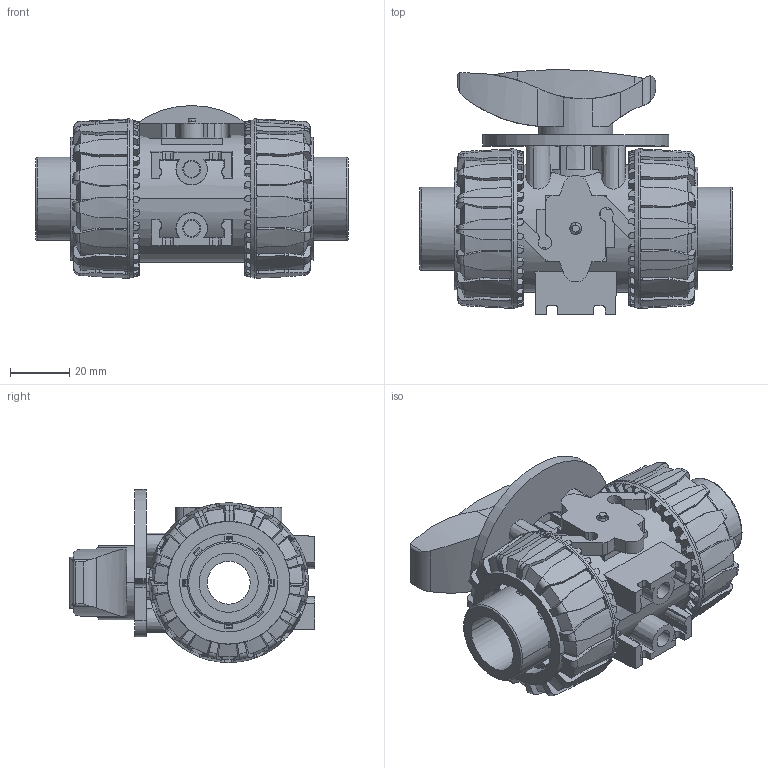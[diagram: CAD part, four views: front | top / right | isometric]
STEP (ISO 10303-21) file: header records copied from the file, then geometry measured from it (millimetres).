
FILE_DESCRIPTION(('STEP AP214'),'1');
FILE_NAME('vkrim020f.stp','2018-03-06T12:51:32',('TraceParts'),('TraceParts S.A.'),'Spatial InterOp 3D',' ',' ');
FILE_SCHEMA(('automotive_design'));
Length unit declared in the file: millimetre
Products named in the file (8): vkrim020f_1; vkrim020f_2; vkrim020f_3; vkrim020f_4; vkrim020f_5; vkrim020f_6; vkrim020f_7; vkrim020f_8
Bounding box: 105.6 x 82.77 x 58.45 mm (x, y, z)
Volume: 178643.4 mm3; surface area: 61430.3 mm2
Topology: 8 solids, 8 shells, 1530 faces, 4247 edges, 2762 vertices
Faces by surface type: plane 706, cylinder 406, cone 352, torus 58, bspline 8
Entity records: 67047 total; most frequent: CARTESIAN_POINT 16274, ORIENTED_EDGE 8494, DIRECTION 7795, EDGE_CURVE 4247, AXIS2_PLACEMENT_3D 3006, VERTEX_POINT 2762, LINE 1783, VECTOR 1783
